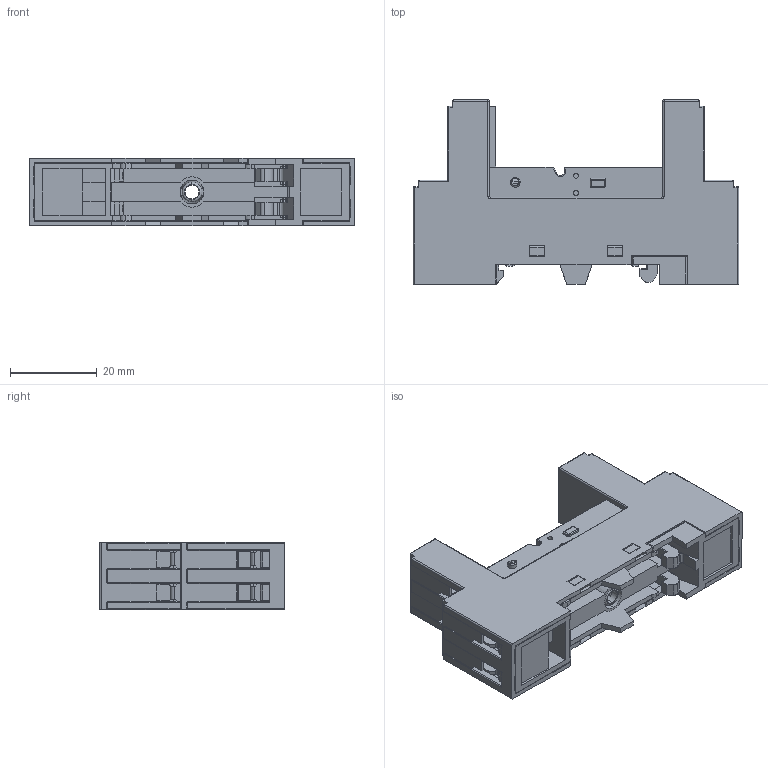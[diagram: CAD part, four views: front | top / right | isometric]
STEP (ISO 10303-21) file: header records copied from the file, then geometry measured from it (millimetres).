
FILE_DESCRIPTION((''),'2;1');
FILE_NAME('ES50CNER_VUOTO_ASM','2023-11-15T12:00:52',('alessandro.mingotti'),(''),'CREO PARAMETRIC BY PTC INC, 2022014','CREO PARAMETRIC BY PTC INC, 2022014','');
FILE_SCHEMA(('CONFIG_CONTROL_DESIGN'));
Length unit declared in the file: millimetre
Products named in the file (6): ES50CNS; ES2XCNB; 770031; ES50CNA_VUOTO_ASM; 770040; ES50CNER_VUOTO_ASM
Assembly tree (19 placements, depth 3):
  ES50CNER_VUOTO_ASM
    ES50CNA_VUOTO_ASM
      ES50CNS
      ES2XCNB
      770031  x8
    770040  x8
Bounding box: 75 x 42.5 x 15.6 mm (x, y, z)
Volume: 19877.1 mm3; surface area: 29567.4 mm2
Topology: 18 solids, 34 shells, 2711 faces, 7170 edges, 4582 vertices
Faces by surface type: plane 1596, cylinder 765, torus 118, cone 102, sphere 67, bspline 63
Entity records: 56795 total; most frequent: CARTESIAN_POINT 15622, ORIENTED_EDGE 8802, DIRECTION 8221, EDGE_CURVE 4405, VECTOR 3031, LINE 3031, VERTEX_POINT 2776, AXIS2_PLACEMENT_3D 2595
